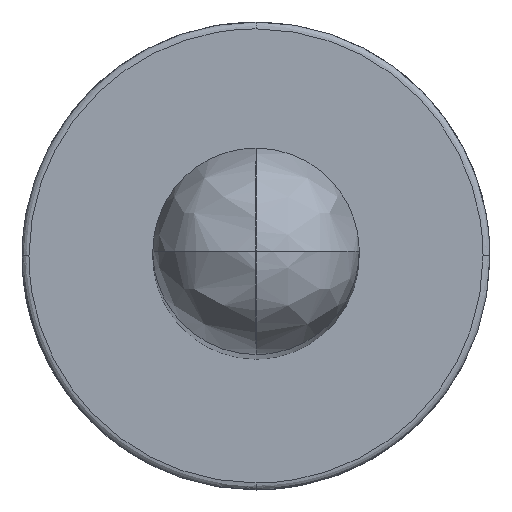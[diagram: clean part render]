
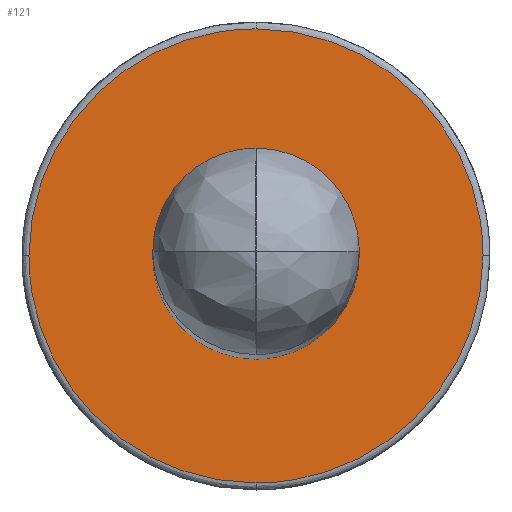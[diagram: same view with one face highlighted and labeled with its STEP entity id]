
A CAD part, top view. The second image highlights one B-rep face of the part: STEP entity #121.
In plain terms, the highlighted planar face has unit normal (0, 0, 1).
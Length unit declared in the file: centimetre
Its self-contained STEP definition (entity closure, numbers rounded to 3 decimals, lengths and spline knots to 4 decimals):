
#121=ADVANCED_FACE($,(#209),#1061,.T.);
#209=FACE_OUTER_BOUND($,#303,.T.);
#303=EDGE_LOOP($,(#668,#669,#670,#671));
#668=ORIENTED_EDGE($,*,*,#855,.F.);
#669=ORIENTED_EDGE($,*,*,#852,.F.);
#670=ORIENTED_EDGE($,*,*,#850,.F.);
#671=ORIENTED_EDGE($,*,*,#848,.F.);
#848=EDGE_CURVE($,#970,#971,#1184,.T.);
#850=EDGE_CURVE($,#971,#972,#1186,.T.);
#852=EDGE_CURVE($,#972,#973,#1188,.T.);
#855=EDGE_CURVE($,#973,#970,#1191,.T.);
#970=VERTEX_POINT($,#3716);
#971=VERTEX_POINT($,#3717);
#972=VERTEX_POINT($,#3718);
#973=VERTEX_POINT($,#3719);
#1061=PLANE($,#1353);
#1184=(
BOUNDED_CURVE()
B_SPLINE_CURVE(2,(#3457,#3458,#3459),.UNSPECIFIED.,.F.,.F.)
B_SPLINE_CURVE_WITH_KNOTS((3,3),(0.,259.1814),.UNSPECIFIED.)
CURVE()
GEOMETRIC_REPRESENTATION_ITEM()
RATIONAL_B_SPLINE_CURVE((1.,0.707,1.))
REPRESENTATION_ITEM($)
);
#1186=(
BOUNDED_CURVE()
B_SPLINE_CURVE(2,(#3463,#3464,#3465),.UNSPECIFIED.,.F.,.F.)
B_SPLINE_CURVE_WITH_KNOTS((3,3),(259.1814,518.3628),.UNSPECIFIED.)
CURVE()
GEOMETRIC_REPRESENTATION_ITEM()
RATIONAL_B_SPLINE_CURVE((1.,0.707,1.))
REPRESENTATION_ITEM($)
);
#1188=(
BOUNDED_CURVE()
B_SPLINE_CURVE(2,(#3469,#3470,#3471),.UNSPECIFIED.,.F.,.F.)
B_SPLINE_CURVE_WITH_KNOTS((3,3),(503.9689,755.9534),.UNSPECIFIED.)
CURVE()
GEOMETRIC_REPRESENTATION_ITEM()
RATIONAL_B_SPLINE_CURVE((1.,0.707,1.))
REPRESENTATION_ITEM($)
);
#1191=(
BOUNDED_CURVE()
B_SPLINE_CURVE(2,(#3478,#3479,#3480),.UNSPECIFIED.,.F.,.F.)
B_SPLINE_CURVE_WITH_KNOTS((3,3),(-259.5512,0.),.UNSPECIFIED.)
CURVE()
GEOMETRIC_REPRESENTATION_ITEM()
RATIONAL_B_SPLINE_CURVE((1.,0.707,1.))
REPRESENTATION_ITEM($)
);
#1353=AXIS2_PLACEMENT_3D($,#3667,#1376,$);
#1376=DIRECTION($,(0.,0.,1.));
#3457=CARTESIAN_POINT($,(0.,165.,68.));
#3458=CARTESIAN_POINT($,(165.,165.,68.));
#3459=CARTESIAN_POINT($,(165.,0.,68.));
#3463=CARTESIAN_POINT($,(165.,0.,68.));
#3464=CARTESIAN_POINT($,(165.,-165.,68.));
#3465=CARTESIAN_POINT($,(0.,-165.,68.));
#3469=CARTESIAN_POINT($,(0.,-165.,68.));
#3470=CARTESIAN_POINT($,(-165.,-165.,68.));
#3471=CARTESIAN_POINT($,(-165.,0.,68.));
#3478=CARTESIAN_POINT($,(-165.,0.,68.));
#3479=CARTESIAN_POINT($,(-165.,165.,68.));
#3480=CARTESIAN_POINT($,(0.,165.,68.));
#3667=CARTESIAN_POINT($,(-168.3,-168.3,68.));
#3716=CARTESIAN_POINT($,(0.,165.,68.));
#3717=CARTESIAN_POINT($,(165.,0.,68.));
#3718=CARTESIAN_POINT($,(0.,-165.,68.));
#3719=CARTESIAN_POINT($,(-165.,0.,68.));
